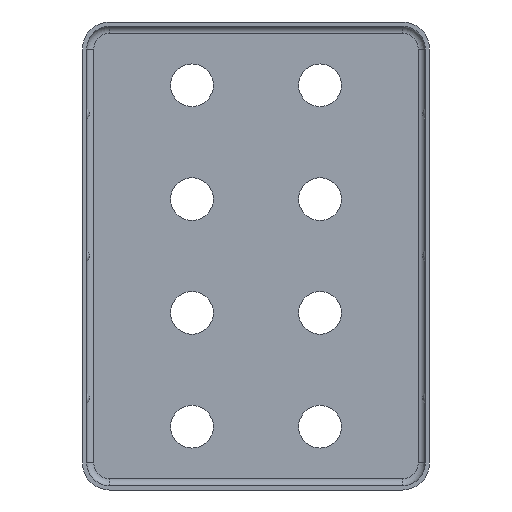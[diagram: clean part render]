
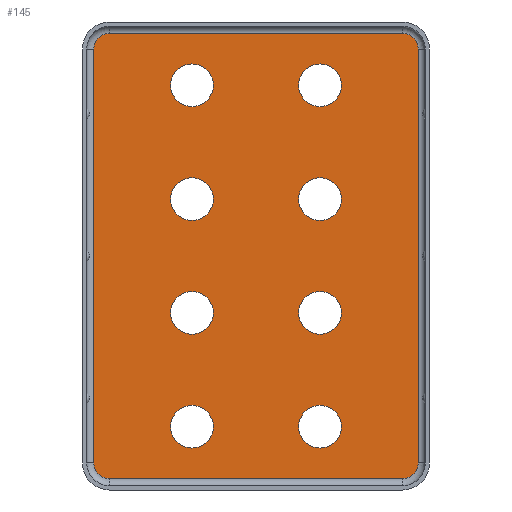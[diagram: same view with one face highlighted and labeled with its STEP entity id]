
A CAD part, front view. The second image highlights one B-rep face of the part: STEP entity #145.
In plain terms, the highlighted planar face has unit normal (0, -1, 0).
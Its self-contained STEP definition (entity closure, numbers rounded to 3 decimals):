
#145 = ADVANCED_FACE( 'NONE', ( #328, #329, #330, #331, #332, #333, #334, #335, #336 ), #337, .T. );
#328 = FACE_BOUND( '', #537, .T. );
#329 = FACE_BOUND( '', #538, .T. );
#330 = FACE_BOUND( '', #539, .T. );
#331 = FACE_BOUND( '', #540, .T. );
#332 = FACE_BOUND( '', #541, .T. );
#333 = FACE_BOUND( '', #542, .T. );
#334 = FACE_BOUND( '', #543, .T. );
#335 = FACE_BOUND( '', #544, .T. );
#336 = FACE_OUTER_BOUND( '', #545, .T. );
#337 = PLANE( '', #546 );
#537 = EDGE_LOOP( '', ( #884 ) );
#538 = EDGE_LOOP( '', ( #885 ) );
#539 = EDGE_LOOP( '', ( #886 ) );
#540 = EDGE_LOOP( '', ( #887 ) );
#541 = EDGE_LOOP( '', ( #888 ) );
#542 = EDGE_LOOP( '', ( #889 ) );
#543 = EDGE_LOOP( '', ( #890 ) );
#544 = EDGE_LOOP( '', ( #891 ) );
#545 = EDGE_LOOP( '', ( #892, #893, #894, #895, #896, #897, #898, #899 ) );
#546 = AXIS2_PLACEMENT_3D( '', #900, #901, #902 );
#884 = ORIENTED_EDGE( '', *, *, #1178, .F. );
#885 = ORIENTED_EDGE( '', *, *, #1074, .F. );
#886 = ORIENTED_EDGE( '', *, *, #1130, .F. );
#887 = ORIENTED_EDGE( '', *, *, #1118, .F. );
#888 = ORIENTED_EDGE( '', *, *, #1127, .F. );
#889 = ORIENTED_EDGE( '', *, *, #1082, .F. );
#890 = ORIENTED_EDGE( '', *, *, #1179, .F. );
#891 = ORIENTED_EDGE( '', *, *, #1180, .F. );
#892 = ORIENTED_EDGE( '', *, *, #1181, .F. );
#893 = ORIENTED_EDGE( '', *, *, #1170, .F. );
#894 = ORIENTED_EDGE( '', *, *, #1145, .F. );
#895 = ORIENTED_EDGE( '', *, *, #1078, .T. );
#896 = ORIENTED_EDGE( '', *, *, #1182, .T. );
#897 = ORIENTED_EDGE( '', *, *, #1096, .F. );
#898 = ORIENTED_EDGE( '', *, *, #1183, .T. );
#899 = ORIENTED_EDGE( '', *, *, #1184, .T. );
#900 = CARTESIAN_POINT( '', ( 10.3, 0., -14.55 ) );
#901 = DIRECTION( '', ( 0., -1., 0. ) );
#902 = DIRECTION( '', ( 0., 0., -1. ) );
#1074 = EDGE_CURVE( '', #1252, #1252, #1253, .T. );
#1078 = EDGE_CURVE( 'NONE', #1259, #1257, #1260, .T. );
#1082 = EDGE_CURVE( '', #1265, #1265, #1266, .T. );
#1096 = EDGE_CURVE( 'NONE', #1285, #1287, #1288, .T. );
#1118 = EDGE_CURVE( '', #1324, #1324, #1325, .T. );
#1127 = EDGE_CURVE( '', #1337, #1337, #1338, .T. );
#1130 = EDGE_CURVE( '', #1342, #1342, #1343, .T. );
#1145 = EDGE_CURVE( 'NONE', #1259, #1365, #1366, .T. );
#1170 = EDGE_CURVE( 'NONE', #1365, #1399, #1400, .T. );
#1178 = EDGE_CURVE( '', #1410, #1410, #1411, .T. );
#1179 = EDGE_CURVE( '', #1412, #1412, #1413, .T. );
#1180 = EDGE_CURVE( '', #1414, #1414, #1415, .T. );
#1181 = EDGE_CURVE( 'NONE', #1399, #1416, #1417, .T. );
#1182 = EDGE_CURVE( 'NONE', #1257, #1287, #1418, .T. );
#1183 = EDGE_CURVE( 'NONE', #1285, #1419, #1420, .T. );
#1184 = EDGE_CURVE( 'NONE', #1419, #1416, #1421, .T. );
#1252 = VERTEX_POINT( '', #1497 );
#1253 = CIRCLE( '', #1498, 1.5 );
#1257 = VERTEX_POINT( 'NONE', #1502 );
#1259 = VERTEX_POINT( 'NONE', #1504 );
#1260 = CIRCLE( '', #1505, 1.1 );
#1265 = VERTEX_POINT( '', #1510 );
#1266 = CIRCLE( '', #1511, 1.5 );
#1285 = VERTEX_POINT( 'NONE', #1534 );
#1287 = VERTEX_POINT( 'NONE', #1536 );
#1288 = CIRCLE( '', #1537, 1.1 );
#1324 = VERTEX_POINT( '', #1581 );
#1325 = CIRCLE( '', #1582, 1.5 );
#1337 = VERTEX_POINT( '', #1595 );
#1338 = CIRCLE( '', #1596, 1.5 );
#1342 = VERTEX_POINT( '', #1600 );
#1343 = CIRCLE( '', #1601, 1.5 );
#1365 = VERTEX_POINT( 'NONE', #1628 );
#1366 = LINE( '', #1629, #1630 );
#1399 = VERTEX_POINT( 'NONE', #1672 );
#1400 = CIRCLE( '', #1673, 1.1 );
#1410 = VERTEX_POINT( '', #1684 );
#1411 = CIRCLE( '', #1685, 1.5 );
#1412 = VERTEX_POINT( '', #1686 );
#1413 = CIRCLE( '', #1687, 1.5 );
#1414 = VERTEX_POINT( '', #1688 );
#1415 = CIRCLE( '', #1689, 1.5 );
#1416 = VERTEX_POINT( 'NONE', #1690 );
#1417 = LINE( '', #1691, #1692 );
#1418 = LINE( '', #1693, #1694 );
#1419 = VERTEX_POINT( 'NONE', #1695 );
#1420 = LINE( '', #1696, #1697 );
#1421 = CIRCLE( '', #1698, 1.1 );
#1497 = CARTESIAN_POINT( '', ( -4.5, 0., -13.5 ) );
#1498 = AXIS2_PLACEMENT_3D( '', #1767, #1768, #1769 );
#1502 = CARTESIAN_POINT( '', ( 10.3, 0., 15.65 ) );
#1504 = CARTESIAN_POINT( '', ( 11.4, 0., 14.55 ) );
#1505 = AXIS2_PLACEMENT_3D( '', #1776, #1777, #1778 );
#1510 = CARTESIAN_POINT( '', ( -4.5, 0., 2.5 ) );
#1511 = AXIS2_PLACEMENT_3D( '', #1785, #1786, #1787 );
#1534 = CARTESIAN_POINT( '', ( -11.4, 0., 14.55 ) );
#1536 = CARTESIAN_POINT( '', ( -10.3, 0., 15.65 ) );
#1537 = AXIS2_PLACEMENT_3D( '', #1810, #1811, #1812 );
#1581 = CARTESIAN_POINT( '', ( -4.5, 0., -5.5 ) );
#1582 = AXIS2_PLACEMENT_3D( '', #1845, #1846, #1847 );
#1595 = CARTESIAN_POINT( '', ( 4.5, 0., 2.5 ) );
#1596 = AXIS2_PLACEMENT_3D( '', #1861, #1862, #1863 );
#1600 = CARTESIAN_POINT( '', ( 4.5, 0., -5.5 ) );
#1601 = AXIS2_PLACEMENT_3D( '', #1867, #1868, #1869 );
#1628 = CARTESIAN_POINT( '', ( 11.4, 0., -14.55 ) );
#1629 = CARTESIAN_POINT( '', ( 11.4, 0., 0. ) );
#1630 = VECTOR( '', #1890, 1000. );
#1672 = CARTESIAN_POINT( '', ( 10.3, 0., -15.65 ) );
#1673 = AXIS2_PLACEMENT_3D( '', #1924, #1925, #1926 );
#1684 = CARTESIAN_POINT( '', ( 4.5, 0., -13.5 ) );
#1685 = AXIS2_PLACEMENT_3D( '', #1937, #1938, #1939 );
#1686 = CARTESIAN_POINT( '', ( 4.5, 0., 10.5 ) );
#1687 = AXIS2_PLACEMENT_3D( '', #1940, #1941, #1942 );
#1688 = CARTESIAN_POINT( '', ( -4.5, 0., 10.5 ) );
#1689 = AXIS2_PLACEMENT_3D( '', #1943, #1944, #1945 );
#1690 = CARTESIAN_POINT( '', ( -10.3, 0., -15.65 ) );
#1691 = CARTESIAN_POINT( '', ( 10.3, 0., -15.65 ) );
#1692 = VECTOR( '', #1946, 1000. );
#1693 = CARTESIAN_POINT( '', ( 10.3, 0., 15.65 ) );
#1694 = VECTOR( '', #1947, 1000. );
#1695 = CARTESIAN_POINT( '', ( -11.4, 0., -14.55 ) );
#1696 = CARTESIAN_POINT( '', ( -11.4, 0., 0. ) );
#1697 = VECTOR( '', #1948, 1000. );
#1698 = AXIS2_PLACEMENT_3D( '', #1949, #1950, #1951 );
#1767 = CARTESIAN_POINT( '', ( -4.5, 0., -12. ) );
#1768 = DIRECTION( '', ( 0., -1., 0. ) );
#1769 = DIRECTION( '', ( 0., 0., -1. ) );
#1776 = CARTESIAN_POINT( '', ( 10.3, 0., 14.55 ) );
#1777 = DIRECTION( '', ( 0., -1., 0. ) );
#1778 = DIRECTION( '', ( 0., 0., -1. ) );
#1785 = CARTESIAN_POINT( '', ( -4.5, 0., 4. ) );
#1786 = DIRECTION( '', ( 0., -1., 0. ) );
#1787 = DIRECTION( '', ( 0., 0., -1. ) );
#1810 = CARTESIAN_POINT( '', ( -10.3, 0., 14.55 ) );
#1811 = DIRECTION( '', ( 0., 1., 0. ) );
#1812 = DIRECTION( '', ( 0., 0., -1. ) );
#1845 = CARTESIAN_POINT( '', ( -4.5, 0., -4. ) );
#1846 = DIRECTION( '', ( 0., -1., 0. ) );
#1847 = DIRECTION( '', ( 0., 0., -1. ) );
#1861 = CARTESIAN_POINT( '', ( 4.5, 0., 4. ) );
#1862 = DIRECTION( '', ( 0., -1., 0. ) );
#1863 = DIRECTION( '', ( 0., 0., -1. ) );
#1867 = CARTESIAN_POINT( '', ( 4.5, 0., -4. ) );
#1868 = DIRECTION( '', ( 0., -1., 0. ) );
#1869 = DIRECTION( '', ( 0., 0., -1. ) );
#1890 = DIRECTION( '', ( 0., 0., -1. ) );
#1924 = CARTESIAN_POINT( '', ( 10.3, 0., -14.55 ) );
#1925 = DIRECTION( '', ( 0., 1., 0. ) );
#1926 = DIRECTION( '', ( 0., 0., 1. ) );
#1937 = CARTESIAN_POINT( '', ( 4.5, 0., -12. ) );
#1938 = DIRECTION( '', ( 0., -1., 0. ) );
#1939 = DIRECTION( '', ( 0., 0., -1. ) );
#1940 = CARTESIAN_POINT( '', ( 4.5, 0., 12. ) );
#1941 = DIRECTION( '', ( 0., -1., 0. ) );
#1942 = DIRECTION( '', ( 0., 0., -1. ) );
#1943 = CARTESIAN_POINT( '', ( -4.5, 0., 12. ) );
#1944 = DIRECTION( '', ( 0., -1., 0. ) );
#1945 = DIRECTION( '', ( 0., 0., -1. ) );
#1946 = DIRECTION( '', ( -1., 0., 0. ) );
#1947 = DIRECTION( '', ( -1., 0., 0. ) );
#1948 = DIRECTION( '', ( 0., 0., -1. ) );
#1949 = CARTESIAN_POINT( '', ( -10.3, 0., -14.55 ) );
#1950 = DIRECTION( '', ( 0., -1., 0. ) );
#1951 = DIRECTION( '', ( 0., 0., 1. ) );
